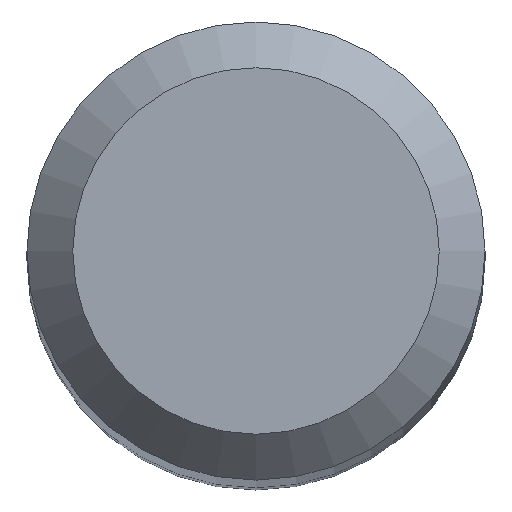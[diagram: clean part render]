
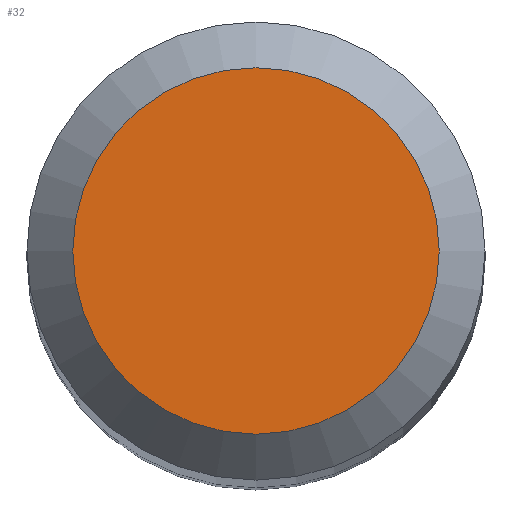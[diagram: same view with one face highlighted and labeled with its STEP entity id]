
A CAD part, top view. The second image highlights one B-rep face of the part: STEP entity #32.
In plain terms, the highlighted planar face has unit normal (0, 0, 1).
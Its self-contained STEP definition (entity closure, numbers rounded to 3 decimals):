
#10 = AXIS2_PLACEMENT_3D ( 'NONE', #131, #129, #70 ) ;
#20 = VERTEX_POINT ( 'NONE', #209 ) ;
#29 = PLANE ( 'NONE',  #10 ) ;
#32 = ADVANCED_FACE ( 'NONE', ( #142 ), #29, .F. ) ;
#43 = CIRCLE ( 'NONE', #211, 1.6 ) ;
#45 = ORIENTED_EDGE ( 'NONE', *, *, #186, .F. ) ;
#68 = CARTESIAN_POINT ( 'NONE',  ( 0., 0., 50. ) ) ;
#70 = DIRECTION ( 'NONE',  ( 0., 1., 0. ) ) ;
#129 = DIRECTION ( 'NONE',  ( 0., 0., -1. ) ) ;
#131 = CARTESIAN_POINT ( 'NONE',  ( 0., 0., 50. ) ) ;
#142 = FACE_OUTER_BOUND ( 'NONE', #195, .T. ) ;
#147 = DIRECTION ( 'NONE',  ( 0., 0., -1. ) ) ;
#186 = EDGE_CURVE ( 'NONE', #20, #20, #43, .T. ) ;
#195 = EDGE_LOOP ( 'NONE', ( #45 ) ) ;
#209 = CARTESIAN_POINT ( 'NONE',  ( 0., 1.6, 50. ) ) ;
#211 = AXIS2_PLACEMENT_3D ( 'NONE', #68, #147, #218 ) ;
#218 = DIRECTION ( 'NONE',  ( 0., 1., 0. ) ) ;
